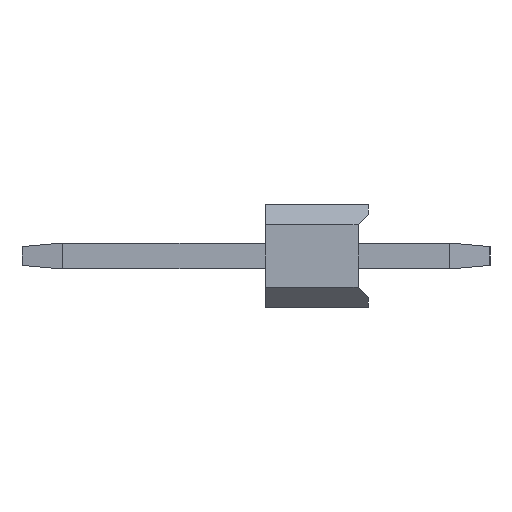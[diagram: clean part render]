
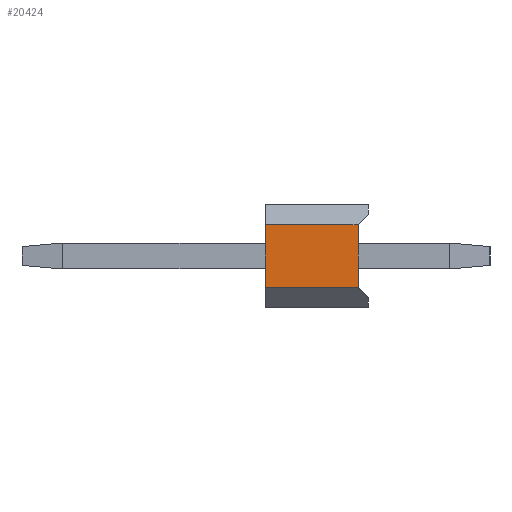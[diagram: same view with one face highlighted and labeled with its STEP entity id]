
A CAD part, left-side view. The second image highlights one B-rep face of the part: STEP entity #20424.
In plain terms, the highlighted planar face has unit normal (-1, 0, 0).
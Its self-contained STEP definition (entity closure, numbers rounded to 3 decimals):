
#605 = PLANE ( 'NONE',  #20562 ) ;
#2218 = DIRECTION ( 'NONE',  ( 0., 0., 1. ) ) ;
#2276 = ORIENTED_EDGE ( 'NONE', *, *, #4126, .T. ) ;
#2522 = CARTESIAN_POINT ( 'NONE',  ( -39.37, 0.254, 0.77 ) ) ;
#3673 = VECTOR ( 'NONE', #20371, 1000. ) ;
#4126 = EDGE_CURVE ( 'NONE', #19243, #5886, #11952, .T. ) ;
#5586 = CARTESIAN_POINT ( 'NONE',  ( -39.37, 2.54, -0.77 ) ) ;
#5886 = VERTEX_POINT ( 'NONE', #11048 ) ;
#6338 = VECTOR ( 'NONE', #12617, 1000. ) ;
#7789 = DIRECTION ( 'NONE',  ( 0., 0., -1. ) ) ;
#7858 = VECTOR ( 'NONE', #2218, 1000. ) ;
#9460 = DIRECTION ( 'NONE',  ( 0., 0., -1. ) ) ;
#10468 = VERTEX_POINT ( 'NONE', #5586 ) ;
#10746 = EDGE_CURVE ( 'NONE', #10468, #19657, #17368, .T. ) ;
#11048 = CARTESIAN_POINT ( 'NONE',  ( -39.37, 2.54, 0.77 ) ) ;
#11840 = LINE ( 'NONE', #17626, #7858 ) ;
#11952 = LINE ( 'NONE', #14204, #6338 ) ;
#12217 = ORIENTED_EDGE ( 'NONE', *, *, #10746, .T. ) ;
#12361 = FACE_OUTER_BOUND ( 'NONE', #17335, .T. ) ;
#12606 = CARTESIAN_POINT ( 'NONE',  ( -39.37, 2.54, 1.27 ) ) ;
#12617 = DIRECTION ( 'NONE',  ( 0., 1., 0. ) ) ;
#14204 = CARTESIAN_POINT ( 'NONE',  ( -39.37, 2.54, 0.77 ) ) ;
#14337 = LINE ( 'NONE', #2522, #16218 ) ;
#16080 = DIRECTION ( 'NONE',  ( 1., 0., 0. ) ) ;
#16218 = VECTOR ( 'NONE', #9460, 1000. ) ;
#16443 = CARTESIAN_POINT ( 'NONE',  ( -39.37, 2.54, -0.77 ) ) ;
#16614 = EDGE_CURVE ( 'NONE', #19243, #19657, #14337, .T. ) ;
#16693 = CARTESIAN_POINT ( 'NONE',  ( -39.37, 0.254, 0.77 ) ) ;
#17335 = EDGE_LOOP ( 'NONE', ( #22135, #2276, #22322, #12217 ) ) ;
#17368 = LINE ( 'NONE', #16443, #3673 ) ;
#17467 = EDGE_CURVE ( 'NONE', #10468, #5886, #11840, .T. ) ;
#17626 = CARTESIAN_POINT ( 'NONE',  ( -39.37, 2.54, 1.27 ) ) ;
#19243 = VERTEX_POINT ( 'NONE', #16693 ) ;
#19657 = VERTEX_POINT ( 'NONE', #20975 ) ;
#20371 = DIRECTION ( 'NONE',  ( 0., -1., 0. ) ) ;
#20424 = ADVANCED_FACE ( 'NONE', ( #12361 ), #605, .F. ) ;
#20562 = AXIS2_PLACEMENT_3D ( 'NONE', #12606, #16080, #7789 ) ;
#20975 = CARTESIAN_POINT ( 'NONE',  ( -39.37, 0.254, -0.77 ) ) ;
#22135 = ORIENTED_EDGE ( 'NONE', *, *, #16614, .F. ) ;
#22322 = ORIENTED_EDGE ( 'NONE', *, *, #17467, .F. ) ;
